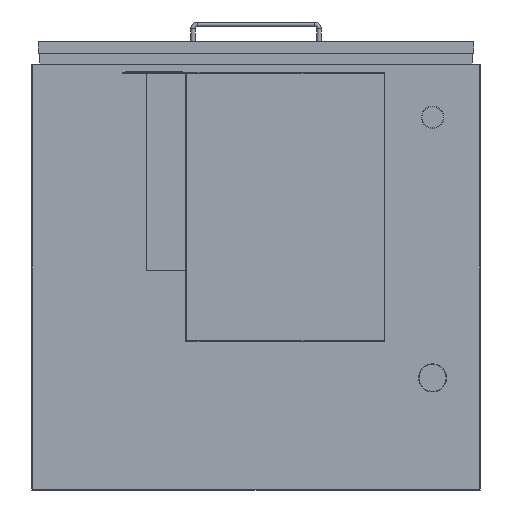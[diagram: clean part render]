
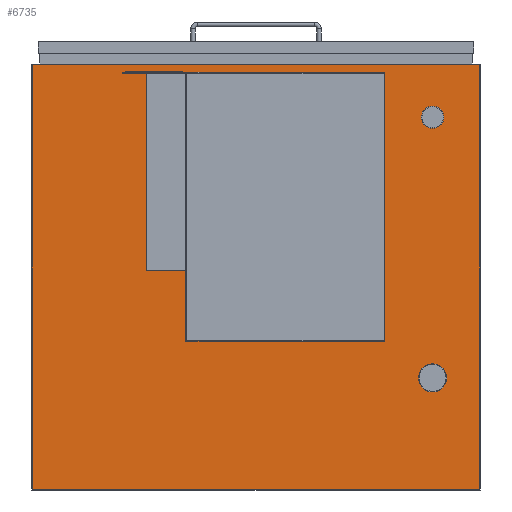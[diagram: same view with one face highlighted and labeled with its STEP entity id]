
A CAD part, front view. The second image highlights one B-rep face of the part: STEP entity #6735.
In plain terms, the highlighted planar face has unit normal (0, -1, 0).
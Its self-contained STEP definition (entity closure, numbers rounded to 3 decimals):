
#90=FACE_BOUND('',#712,.T.);
#91=FACE_BOUND('',#713,.T.);
#92=FACE_BOUND('',#714,.T.);
#108=CIRCLE('',#7176,25.);
#109=CIRCLE('',#7177,25.);
#112=CIRCLE('',#7182,20.);
#113=CIRCLE('',#7183,20.);
#312=FACE_OUTER_BOUND('',#711,.T.);
#711=EDGE_LOOP('',(#4561,#4562,#4563,#4564));
#712=EDGE_LOOP('',(#4565,#4566,#4567,#4568));
#713=EDGE_LOOP('',(#4569,#4570));
#714=EDGE_LOOP('',(#4571,#4572));
#1108=LINE('',#9563,#1965);
#1112=LINE('',#9571,#1969);
#1115=LINE('',#9577,#1972);
#1118=LINE('',#9582,#1975);
#1157=LINE('',#9679,#2014);
#1159=LINE('',#9683,#2016);
#1161=LINE('',#9687,#2018);
#1163=LINE('',#9690,#2020);
#1965=VECTOR('',#7694,10.);
#1969=VECTOR('',#7700,10.);
#1972=VECTOR('',#7705,10.);
#1975=VECTOR('',#7710,10.);
#2014=VECTOR('',#7797,10.);
#2016=VECTOR('',#7801,10.);
#2018=VECTOR('',#7805,10.);
#2020=VECTOR('',#7809,10.);
#2818=VERTEX_POINT('',#9561);
#2819=VERTEX_POINT('',#9562);
#2822=VERTEX_POINT('',#9570);
#2824=VERTEX_POINT('',#9576);
#2828=VERTEX_POINT('',#9590);
#2829=VERTEX_POINT('',#9592);
#2832=VERTEX_POINT('',#9601);
#2833=VERTEX_POINT('',#9603);
#2858=VERTEX_POINT('',#9676);
#2859=VERTEX_POINT('',#9678);
#2860=VERTEX_POINT('',#9682);
#2861=VERTEX_POINT('',#9686);
#3470=EDGE_CURVE('',#2818,#2819,#1108,.T.);
#3474=EDGE_CURVE('',#2819,#2822,#1112,.T.);
#3477=EDGE_CURVE('',#2822,#2824,#1115,.T.);
#3480=EDGE_CURVE('',#2824,#2818,#1118,.T.);
#3485=EDGE_CURVE('',#2829,#2828,#108,.T.);
#3486=EDGE_CURVE('',#2828,#2829,#109,.T.);
#3490=EDGE_CURVE('',#2833,#2832,#112,.T.);
#3491=EDGE_CURVE('',#2832,#2833,#113,.T.);
#3527=EDGE_CURVE('',#2858,#2859,#1157,.T.);
#3529=EDGE_CURVE('',#2860,#2858,#1159,.T.);
#3531=EDGE_CURVE('',#2861,#2860,#1161,.T.);
#3533=EDGE_CURVE('',#2859,#2861,#1163,.T.);
#4561=ORIENTED_EDGE('',*,*,#3533,.F.);
#4562=ORIENTED_EDGE('',*,*,#3527,.F.);
#4563=ORIENTED_EDGE('',*,*,#3529,.F.);
#4564=ORIENTED_EDGE('',*,*,#3531,.F.);
#4565=ORIENTED_EDGE('',*,*,#3470,.T.);
#4566=ORIENTED_EDGE('',*,*,#3474,.T.);
#4567=ORIENTED_EDGE('',*,*,#3477,.T.);
#4568=ORIENTED_EDGE('',*,*,#3480,.T.);
#4569=ORIENTED_EDGE('',*,*,#3485,.T.);
#4570=ORIENTED_EDGE('',*,*,#3486,.T.);
#4571=ORIENTED_EDGE('',*,*,#3490,.T.);
#4572=ORIENTED_EDGE('',*,*,#3491,.T.);
#6374=PLANE('',#7199);
#6735=ADVANCED_FACE('',(#312,#90,#91,#92),#6374,.F.);
#7176=AXIS2_PLACEMENT_3D('',#9593,#7721,#7722);
#7177=AXIS2_PLACEMENT_3D('',#9594,#7723,#7724);
#7182=AXIS2_PLACEMENT_3D('',#9604,#7734,#7735);
#7183=AXIS2_PLACEMENT_3D('',#9605,#7736,#7737);
#7199=AXIS2_PLACEMENT_3D('',#9691,#7810,#7811);
#7694=DIRECTION('',(0.,0.,1.));
#7700=DIRECTION('',(1.,0.,0.));
#7705=DIRECTION('',(0.,0.,-1.));
#7710=DIRECTION('',(-1.,0.,0.));
#7721=DIRECTION('center_axis',(0.,1.,0.));
#7722=DIRECTION('ref_axis',(1.,0.,0.));
#7723=DIRECTION('center_axis',(0.,1.,0.));
#7724=DIRECTION('ref_axis',(1.,0.,0.));
#7734=DIRECTION('center_axis',(0.,1.,0.));
#7735=DIRECTION('ref_axis',(1.,0.,0.));
#7736=DIRECTION('center_axis',(0.,1.,0.));
#7737=DIRECTION('ref_axis',(1.,0.,0.));
#7797=DIRECTION('',(1.,0.,0.));
#7801=DIRECTION('',(0.,0.,1.));
#7805=DIRECTION('',(-1.,0.,0.));
#7809=DIRECTION('',(0.,0.,-1.));
#7810=DIRECTION('center_axis',(0.,1.,0.));
#7811=DIRECTION('ref_axis',(0.,0.,1.));
#9561=CARTESIAN_POINT('',(-125.,0.,-115.));
#9562=CARTESIAN_POINT('',(-125.,0.,365.));
#9563=CARTESIAN_POINT('',(-125.,0.,182.5));
#9570=CARTESIAN_POINT('',(230.,0.,365.));
#9571=CARTESIAN_POINT('',(115.,0.,365.));
#9576=CARTESIAN_POINT('',(230.,0.,-115.));
#9577=CARTESIAN_POINT('',(230.,0.,-57.5));
#9582=CARTESIAN_POINT('',(-62.5,0.,-115.));
#9590=CARTESIAN_POINT('',(290.,0.,-180.));
#9592=CARTESIAN_POINT('',(340.,0.,-180.));
#9593=CARTESIAN_POINT('Origin',(315.,0.,-180.));
#9594=CARTESIAN_POINT('Origin',(315.,0.,-180.));
#9601=CARTESIAN_POINT('',(295.,0.,285.));
#9603=CARTESIAN_POINT('',(335.,0.,285.));
#9604=CARTESIAN_POINT('Origin',(315.,0.,285.));
#9605=CARTESIAN_POINT('Origin',(315.,0.,285.));
#9676=CARTESIAN_POINT('',(-400.,0.,380.));
#9678=CARTESIAN_POINT('',(400.,0.,380.));
#9679=CARTESIAN_POINT('',(-400.,0.,380.));
#9682=CARTESIAN_POINT('',(-400.,0.,-380.));
#9683=CARTESIAN_POINT('',(-400.,0.,-380.));
#9686=CARTESIAN_POINT('',(400.,0.,-380.));
#9687=CARTESIAN_POINT('',(400.,0.,-380.));
#9690=CARTESIAN_POINT('',(400.,0.,380.));
#9691=CARTESIAN_POINT('Origin',(0.,0.,0.));
